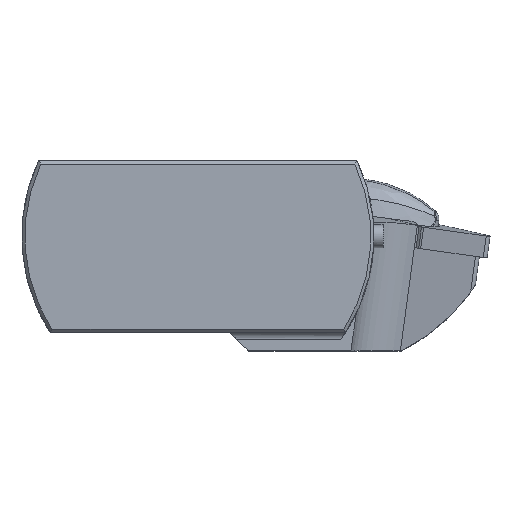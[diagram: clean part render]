
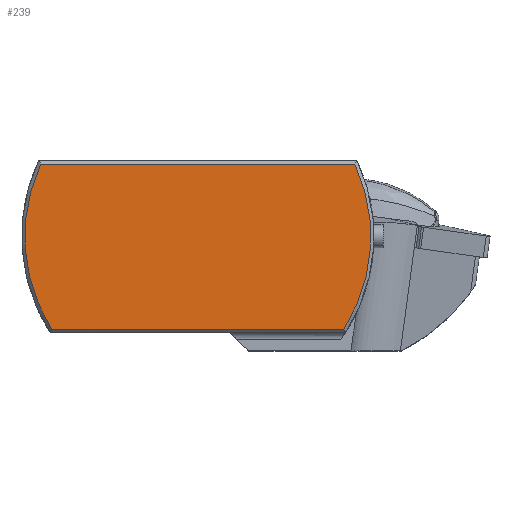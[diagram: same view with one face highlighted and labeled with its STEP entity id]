
A CAD part, top view. The second image highlights one B-rep face of the part: STEP entity #239.
In plain terms, the highlighted planar face has unit normal (0, 0, 1).
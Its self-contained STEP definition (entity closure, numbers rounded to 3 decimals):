
#154=PLANE('',#2012);
#239=ADVANCED_FACE('',(#365),#154,.T.);
#365=FACE_OUTER_BOUND('',#459,.T.);
#459=EDGE_LOOP('',(#1051,#1052,#1053,#1054));
#540=CIRCLE('',#1958,37.825);
#542=CIRCLE('',#1963,37.825);
#596=LINE('',#2812,#711);
#598=LINE('',#2825,#713);
#711=VECTOR('',#2175,1.);
#713=VECTOR('',#2179,1.);
#1051=ORIENTED_EDGE('',*,*,#1569,.F.);
#1052=ORIENTED_EDGE('',*,*,#1576,.F.);
#1053=ORIENTED_EDGE('',*,*,#1578,.F.);
#1054=ORIENTED_EDGE('',*,*,#1572,.T.);
#1392=VERTEX_POINT('',#2801);
#1394=VERTEX_POINT('',#2804);
#1396=VERTEX_POINT('',#2813);
#1397=VERTEX_POINT('',#2824);
#1569=EDGE_CURVE('',#1392,#1394,#540,.T.);
#1572=EDGE_CURVE('',#1396,#1394,#596,.T.);
#1576=EDGE_CURVE('',#1397,#1392,#598,.T.);
#1578=EDGE_CURVE('',#1396,#1397,#542,.T.);
#1958=AXIS2_PLACEMENT_3D('',#2803,#2169,#2170);
#1963=AXIS2_PLACEMENT_3D('',#2828,#2183,#2184);
#2012=AXIS2_PLACEMENT_3D('',#3007,#2324,#2325);
#2169=DIRECTION('',(0.,0.,-1.));
#2170=DIRECTION('',(1.,0.,0.));
#2175=DIRECTION('',(-1.,0.,0.));
#2179=DIRECTION('',(-1.,0.,0.));
#2183=DIRECTION('',(0.,0.,-1.));
#2184=DIRECTION('',(1.,0.,0.));
#2324=DIRECTION('',(0.,0.,1.));
#2325=DIRECTION('',(1.,0.,0.));
#2801=CARTESIAN_POINT('',(-31.9,-20.325,0.));
#2803=CARTESIAN_POINT('',(0.,0.,0.));
#2804=CARTESIAN_POINT('',(-34.355,15.825,0.));
#2812=CARTESIAN_POINT('',(-6.922,15.825,0.));
#2813=CARTESIAN_POINT('',(34.355,15.825,0.));
#2824=CARTESIAN_POINT('',(31.9,-20.325,0.));
#2825=CARTESIAN_POINT('',(-6.922,-20.325,0.));
#2828=CARTESIAN_POINT('',(0.,0.,0.));
#3007=CARTESIAN_POINT('',(0.,0.,0.));
